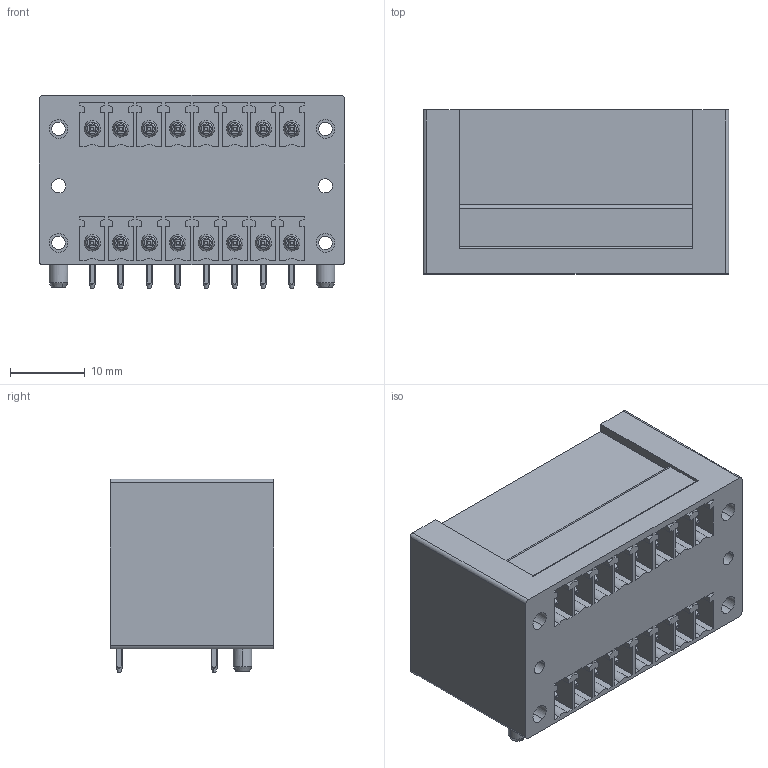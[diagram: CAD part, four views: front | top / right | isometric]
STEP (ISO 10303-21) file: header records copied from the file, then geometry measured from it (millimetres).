
FILE_DESCRIPTION(('CATIA V5 STEP Exchange','CAx-IF Rec.Pracs.--- Model Styling and Organization---1.2---2011-12-15'),'2;1');
FILE_NAME ('D1460838_0_1974240000_1974240000.stp','2018-10-05T06:10:15+00:00',('none'),('Weidmueller'),'CATIA Version 5-6 Release 2014','CATIA V5 STEP AP214','none');
FILE_SCHEMA(('AUTOMOTIVE_DESIGN { 1 0 10303 214 1 1 1 1 }'));
Length unit declared in the file: millimetre
Products named in the file (1): 1974240000
Bounding box: 40.87 x 21.9 x 25.9 mm (x, y, z)
Volume: 17524.4 mm3; surface area: 9967.8 mm2
Topology: 19 solids, 19 shells, 1078 faces, 2932 edges, 1928 vertices
Faces by surface type: plane 676, cylinder 270, cone 100, torus 32
Entity records: 32729 total; most frequent: CARTESIAN_POINT 8925, ORIENTED_EDGE 5864, DIRECTION 3332, EDGE_CURVE 2932, VECTOR 2000, LINE 2000, VERTEX_POINT 1928, EDGE_LOOP 1158
